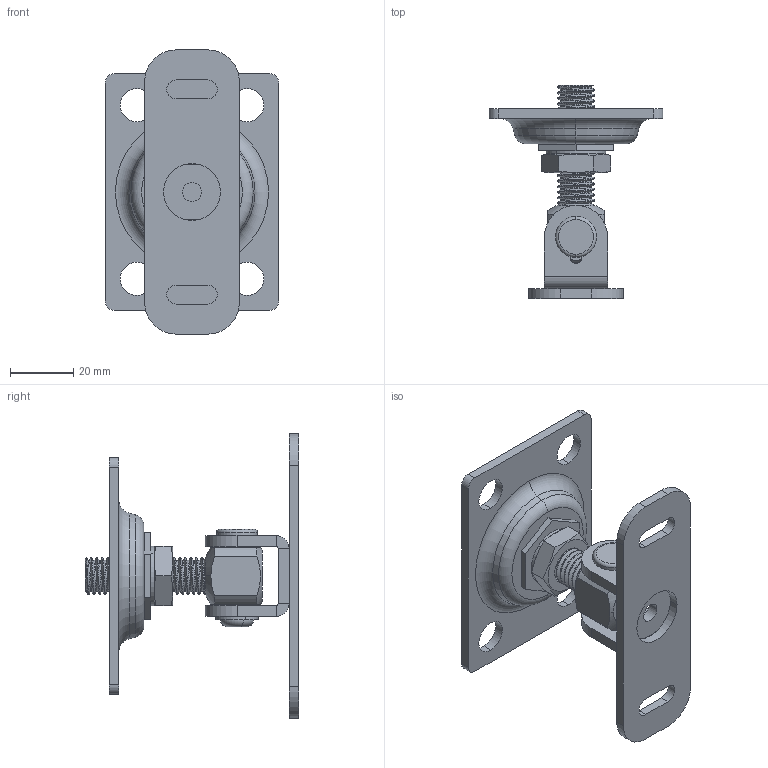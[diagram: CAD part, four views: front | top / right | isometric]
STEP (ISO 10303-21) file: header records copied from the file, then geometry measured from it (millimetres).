
FILE_DESCRIPTION (( 'STEP AP214' ), '1' );
FILE_NAME ('D8_53F-M12-K.STEP', '2023-11-23T13:49:04', ( '' ), ( '' ), 'SwSTEP 2.0', 'SolidWorks 2019', '' );
FILE_SCHEMA (( 'AUTOMOTIVE_DESIGN' ));
Length unit declared in the file: millimetre
Products named in the file (10): D8_53F-M12-K.P5; D8_53F-M12-K.P1; MATICA DIN 439_MATICA M12; SKRUTKA 07141_M6x10; D8_53F-M12-K.P6; D8_53F-M12-K.P4_Pre ender; D8_53F-M12-K.P2_Def; D8_53F-M12-K.P3; D8_53F-M12-K.P7; D8_53F-M12-K
Assembly tree (9 placements, depth 2):
  D8_53F-M12-K
    D8_53F-M12-K.P1
    D8_53F-M12-K.P2_Def
    D8_53F-M12-K.P3
    D8_53F-M12-K.P4_Pre ender
    D8_53F-M12-K.P5
    D8_53F-M12-K.P6
    D8_53F-M12-K.P7
    MATICA DIN 439_MATICA M12
    SKRUTKA 07141_M6x10
Bounding box: 55 x 67.5 x 90 mm (x, y, z)
Volume: 36815.7 mm3; surface area: 27720.7 mm2
Topology: 9 solids, 9 shells, 270 faces, 651 edges, 406 vertices
Faces by surface type: cylinder 115, plane 86, cone 47, torus 16, bspline 6
Entity records: 19884 total; most frequent: CARTESIAN_POINT 12711, ORIENTED_EDGE 1294, DIRECTION 1285, EDGE_CURVE 647, AXIS2_PLACEMENT_3D 505, VERTEX_POINT 406, EDGE_LOOP 311, VECTOR 275
